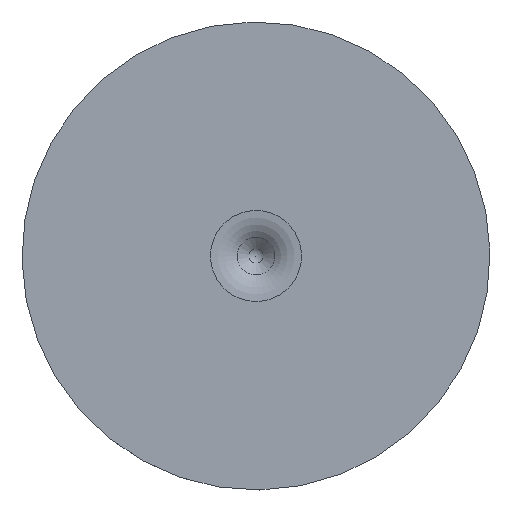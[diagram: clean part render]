
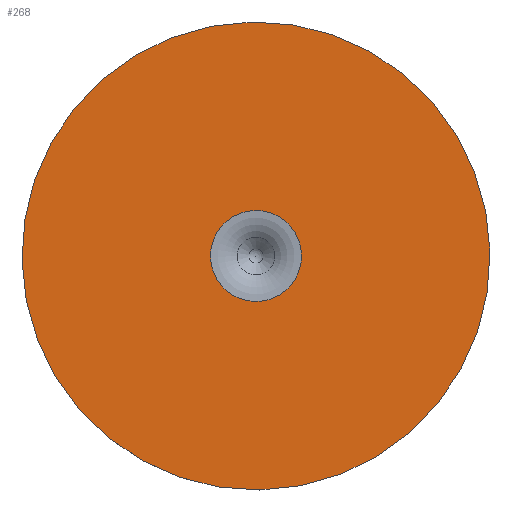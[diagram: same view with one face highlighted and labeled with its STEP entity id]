
A CAD part, top view. The second image highlights one B-rep face of the part: STEP entity #268.
In plain terms, the highlighted planar face has unit normal (0, 0, 1).
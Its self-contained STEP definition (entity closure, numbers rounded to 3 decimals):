
#228=CARTESIAN_POINT('',(0.843,3.43,67.436));
#229=VERTEX_POINT('',#228);
#237=CARTESIAN_POINT('',(0.,0.986,67.436));
#238=DIRECTION('',(-0.,-0.,1.));
#239=DIRECTION('',(0.326,0.945,0.));
#240=AXIS2_PLACEMENT_3D('',#237,#238,#239);
#241=CIRCLE('',#240,2.585);
#242=EDGE_CURVE('',#229,#229,#241,.T.);
#249=CARTESIAN_POINT('',(-0.843,-1.457,67.436));
#250=DIRECTION('',(-0.,-0.,1.));
#251=DIRECTION('',(0.326,0.945,0.));
#252=AXIS2_PLACEMENT_3D('',#249,#250,#251);
#253=PLANE('',#252);
#254=CARTESIAN_POINT('',(4.339,13.559,67.436));
#255=VERTEX_POINT('',#254);
#256=CARTESIAN_POINT('',(0.,0.986,67.436));
#257=DIRECTION('',(-0.,-0.,1.));
#258=DIRECTION('',(0.326,0.945,0.));
#259=AXIS2_PLACEMENT_3D('',#256,#257,#258);
#260=CIRCLE('',#259,13.3);
#261=EDGE_CURVE('',#255,#255,#260,.T.);
#262=ORIENTED_EDGE('',*,*,#261,.T.);
#263=EDGE_LOOP('',(#262));
#264=FACE_BOUND('',#263,.T.);
#265=ORIENTED_EDGE('',*,*,#242,.F.);
#266=EDGE_LOOP('',(#265));
#267=FACE_BOUND('',#266,.T.);
#268=ADVANCED_FACE('',(#264,#267),#253,.T.);
